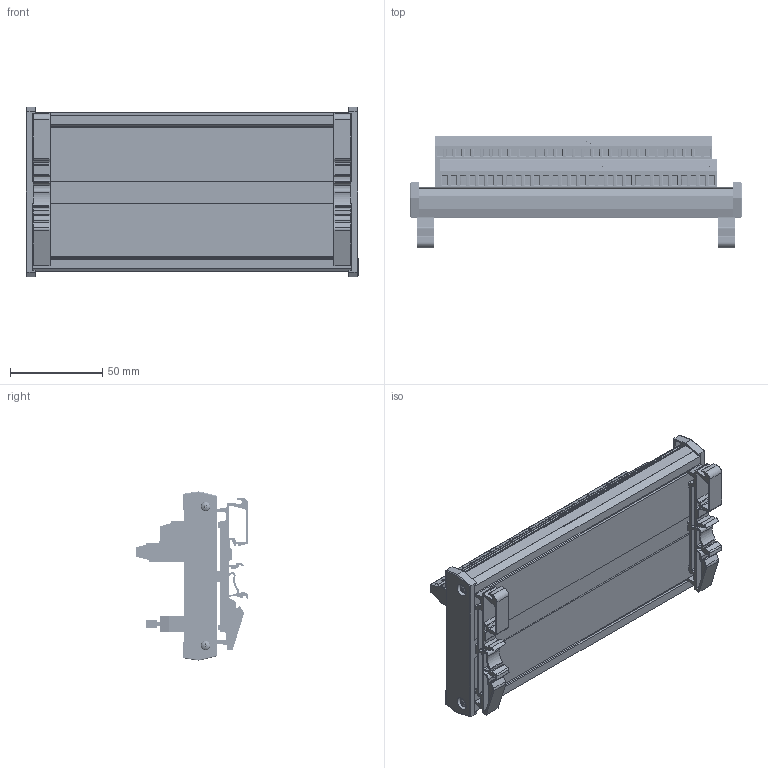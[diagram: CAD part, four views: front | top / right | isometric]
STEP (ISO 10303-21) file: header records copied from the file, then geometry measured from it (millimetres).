
FILE_DESCRIPTION((''),'2;1');
FILE_NAME('FBK_60.stp','2013-06-21T12:54:24',('roland'),(''),'Autodesk Inventor 2013','Autodesk Inventor 2013','');
FILE_SCHEMA(('CONFIG_CONTROL_DESIGN'));
Length unit declared in the file: millimetre
Products named in the file (10): 60; 64 BASE PLATE; 3 GREEN; 64 lable1; 64 lable2; BASE LEGS; BASE SIDE; BS EN ISO 7045 Z - Metric M2.5 x 10 - 4.8 - Z; 64 Case; FBK60
Assembly tree (23 placements, depth 2):
  60
    64 BASE PLATE
    3 GREEN  x10
    64 lable1
    64 lable2
    BASE LEGS  x2
    BASE SIDE  x2
    BS EN ISO 7045 Z - Metric M2.5 x 10 - 4.8 - Z  x4
    64 Case
    FBK60
Bounding box: 180.35 x 61.29 x 91.98 mm (x, y, z)
Volume: 152140.9 mm3; surface area: 159192.9 mm2
Topology: 23 solids, 23 shells, 5297 faces, 14126 edges, 9250 vertices
Faces by surface type: plane 3083, bspline 1137, cylinder 989, cone 64, torus 20, sphere 4
Full cylindrical faces by diameter (mm): 0.65 x2, 0.7 x320, 1.25 x64, 2.256 x4, 2.4 x4, 2.5 x64, 2.7 x2, 2.8 x2, 3.2 x4, 4 x60, 7 x4, 9 x4
Entity records: 130994 total; most frequent: CARTESIAN_POINT 36591, ORIENTED_EDGE 20746, DIRECTION 14899, EDGE_CURVE 10373, VERTEX_POINT 7116, VECTOR 6891, LINE 6891, EDGE_LOOP 5419
